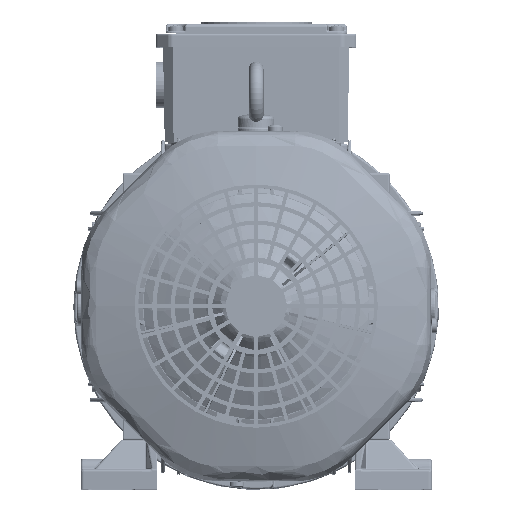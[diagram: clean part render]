
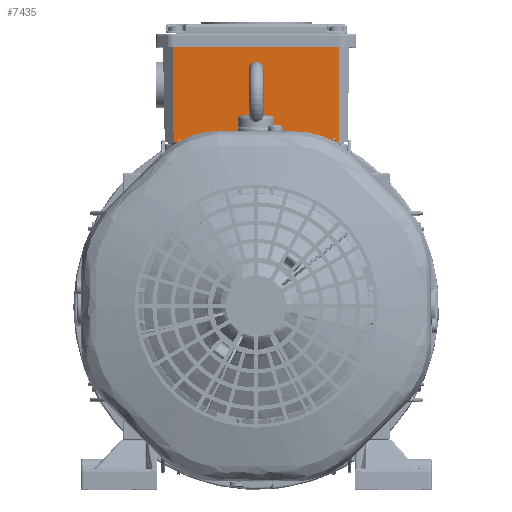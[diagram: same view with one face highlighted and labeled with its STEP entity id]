
A CAD part, top view. The second image highlights one B-rep face of the part: STEP entity #7435.
In plain terms, the highlighted planar face has unit normal (0, -0.018, 1).
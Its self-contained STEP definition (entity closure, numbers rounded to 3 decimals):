
#5117=PLANE('',#112716);
#7435=ADVANCED_FACE('',(#16033),#5117,.T.);
#16033=FACE_OUTER_BOUND('',#22043,.T.);
#22043=EDGE_LOOP('',(#53044,#53045,#53046,#53047));
#36465=LINE('',#161718,#42242);
#36466=LINE('',#161720,#42243);
#36467=LINE('',#161722,#42244);
#36468=LINE('',#161724,#42245);
#42242=VECTOR('',#124426,1.);
#42243=VECTOR('',#124429,1.);
#42244=VECTOR('',#124430,1.);
#42245=VECTOR('',#124431,1.);
#53044=ORIENTED_EDGE('',*,*,#92633,.T.);
#53045=ORIENTED_EDGE('',*,*,#92632,.F.);
#53046=ORIENTED_EDGE('',*,*,#92634,.F.);
#53047=ORIENTED_EDGE('',*,*,#92635,.T.);
#79758=VERTEX_POINT('',#161712);
#79761=VERTEX_POINT('',#161717);
#79762=VERTEX_POINT('',#161721);
#79763=VERTEX_POINT('',#161723);
#92632=EDGE_CURVE('',#79761,#79758,#36465,.T.);
#92633=EDGE_CURVE('',#79762,#79758,#36466,.T.);
#92634=EDGE_CURVE('',#79763,#79761,#36467,.T.);
#92635=EDGE_CURVE('',#79763,#79762,#36468,.T.);
#112716=AXIS2_PLACEMENT_3D('',#161725,#124432,#124433);
#124426=DIRECTION('',(-0.007,1.,0.017));
#124429=DIRECTION('',(-1.,0.,0.));
#124430=DIRECTION('',(-1.,0.,0.));
#124431=DIRECTION('',(0.007,1.,0.017));
#124432=DIRECTION('',(0.,-0.017,1.));
#124433=DIRECTION('',(0.,1.,0.017));
#161712=CARTESIAN_POINT('',(-45.548,142.,172.908));
#161717=CARTESIAN_POINT('',(-45.172,90.,172.));
#161718=CARTESIAN_POINT('',(-45.172,90.,172.));
#161720=CARTESIAN_POINT('',(52.,142.,172.908));
#161721=CARTESIAN_POINT('',(45.548,142.,172.908));
#161722=CARTESIAN_POINT('',(45.172,90.,172.));
#161723=CARTESIAN_POINT('',(45.172,90.,172.));
#161724=CARTESIAN_POINT('',(45.172,90.,172.));
#161725=CARTESIAN_POINT('',(45.172,90.,172.));
